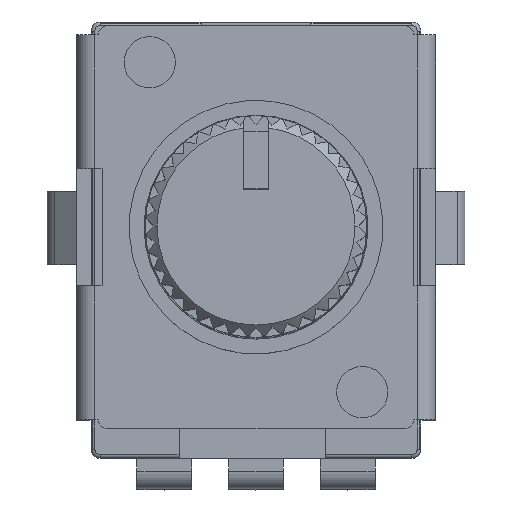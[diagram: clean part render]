
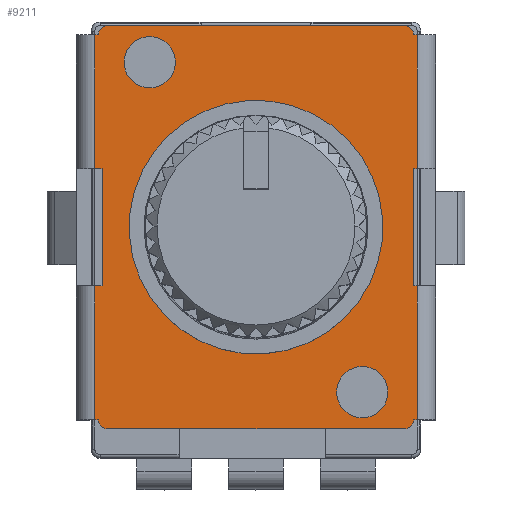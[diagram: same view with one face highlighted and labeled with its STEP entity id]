
A CAD part, top view. The second image highlights one B-rep face of the part: STEP entity #9211.
In plain terms, the highlighted planar face has unit normal (0, 0, 1).
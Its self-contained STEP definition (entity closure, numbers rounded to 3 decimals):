
#4810 = VERTEX_POINT('',#4811);
#4811 = CARTESIAN_POINT('',(4.227,-5.427,
    6.78));
#4819 = EDGE_CURVE('',#4810,#4820,#4822,.T.);
#4820 = VERTEX_POINT('',#4821);
#4821 = CARTESIAN_POINT('',(4.05,-5.5,6.78));
#4822 = CIRCLE('',#4823,0.25);
#4823 = AXIS2_PLACEMENT_3D('',#4824,#4825,#4826);
#4824 = CARTESIAN_POINT('',(4.05,-5.25,6.78));
#4825 = DIRECTION('',(0.,0.,-1.));
#4826 = DIRECTION('',(0.707,-0.707,0.
    ));
#4852 = VERTEX_POINT('',#4853);
#4853 = CARTESIAN_POINT('',(4.227,5.427,6.78
    ));
#4861 = EDGE_CURVE('',#4852,#4862,#4864,.T.);
#4862 = VERTEX_POINT('',#4863);
#4863 = CARTESIAN_POINT('',(4.3,5.25,6.78));
#4864 = CIRCLE('',#4865,0.25);
#4865 = AXIS2_PLACEMENT_3D('',#4866,#4867,#4868);
#4866 = CARTESIAN_POINT('',(4.05,5.25,6.78));
#4867 = DIRECTION('',(0.,0.,-1.));
#4868 = DIRECTION('',(0.707,0.707,0.)
  );
#4894 = VERTEX_POINT('',#4895);
#4895 = CARTESIAN_POINT('',(-4.227,5.427,
    6.78));
#4903 = EDGE_CURVE('',#4894,#4904,#4906,.T.);
#4904 = VERTEX_POINT('',#4905);
#4905 = CARTESIAN_POINT('',(-4.05,5.5,6.78));
#4906 = CIRCLE('',#4907,0.25);
#4907 = AXIS2_PLACEMENT_3D('',#4908,#4909,#4910);
#4908 = CARTESIAN_POINT('',(-4.05,5.25,6.78));
#4909 = DIRECTION('',(0.,0.,-1.));
#4910 = DIRECTION('',(-0.707,0.707,0.)
  );
#4936 = VERTEX_POINT('',#4937);
#4937 = CARTESIAN_POINT('',(-4.227,-5.427,
    6.78));
#4945 = EDGE_CURVE('',#4936,#4946,#4948,.T.);
#4946 = VERTEX_POINT('',#4947);
#4947 = CARTESIAN_POINT('',(-4.3,-5.25,6.78));
#4948 = CIRCLE('',#4949,0.25);
#4949 = AXIS2_PLACEMENT_3D('',#4950,#4951,#4952);
#4950 = CARTESIAN_POINT('',(-4.05,-5.25,6.78));
#4951 = DIRECTION('',(0.,0.,-1.));
#4952 = DIRECTION('',(-0.707,-0.707,0.
    ));
#7359 = VERTEX_POINT('',#7360);
#7360 = CARTESIAN_POINT('',(4.3,-1.6,6.78));
#7366 = EDGE_CURVE('',#7359,#7367,#7369,.T.);
#7367 = VERTEX_POINT('',#7368);
#7368 = CARTESIAN_POINT('',(4.4,-1.6,6.78));
#7369 = LINE('',#7370,#7371);
#7370 = CARTESIAN_POINT('',(4.3,-1.6,6.78));
#7371 = VECTOR('',#7372,1.);
#7372 = DIRECTION('',(1.,0.,0.));
#7427 = VERTEX_POINT('',#7428);
#7428 = CARTESIAN_POINT('',(4.4,1.6,6.78));
#7435 = EDGE_CURVE('',#7427,#7436,#7438,.T.);
#7436 = VERTEX_POINT('',#7437);
#7437 = CARTESIAN_POINT('',(4.3,1.6,6.78));
#7438 = LINE('',#7439,#7440);
#7439 = CARTESIAN_POINT('',(4.3,1.6,6.78));
#7440 = VECTOR('',#7441,1.);
#7441 = DIRECTION('',(-1.,0.,0.));
#7518 = VERTEX_POINT('',#7519);
#7519 = CARTESIAN_POINT('',(4.4,5.25,6.78));
#7526 = EDGE_CURVE('',#7518,#7427,#7527,.T.);
#7527 = LINE('',#7528,#7529);
#7528 = CARTESIAN_POINT('',(4.4,-2.75,6.78));
#7529 = VECTOR('',#7530,1.);
#7530 = DIRECTION('',(0.,-1.,0.));
#8117 = EDGE_CURVE('',#4862,#7518,#8118,.T.);
#8118 = LINE('',#8119,#8120);
#8119 = CARTESIAN_POINT('',(4.45,5.25,6.78));
#8120 = VECTOR('',#8121,1.);
#8121 = DIRECTION('',(1.,0.,0.));
#8136 = VERTEX_POINT('',#8137);
#8137 = CARTESIAN_POINT('',(4.4,-5.25,6.78));
#8144 = EDGE_CURVE('',#8145,#8136,#8147,.T.);
#8145 = VERTEX_POINT('',#8146);
#8146 = CARTESIAN_POINT('',(4.3,-5.25,6.78));
#8147 = LINE('',#8148,#8149);
#8148 = CARTESIAN_POINT('',(4.45,-5.25,6.78));
#8149 = VECTOR('',#8150,1.);
#8150 = DIRECTION('',(1.,0.,0.));
#8178 = EDGE_CURVE('',#7367,#8136,#8179,.T.);
#8179 = LINE('',#8180,#8181);
#8180 = CARTESIAN_POINT('',(4.4,-2.75,6.78));
#8181 = VECTOR('',#8182,1.);
#8182 = DIRECTION('',(0.,-1.,0.));
#8212 = VERTEX_POINT('',#8213);
#8213 = CARTESIAN_POINT('',(-4.4,-1.6,6.78));
#8220 = EDGE_CURVE('',#8221,#8212,#8223,.T.);
#8221 = VERTEX_POINT('',#8222);
#8222 = CARTESIAN_POINT('',(-4.2,-1.6,6.78));
#8223 = LINE('',#8224,#8225);
#8224 = CARTESIAN_POINT('',(-4.3,-1.6,6.78));
#8225 = VECTOR('',#8226,1.);
#8226 = DIRECTION('',(-1.,0.,0.));
#8285 = VERTEX_POINT('',#8286);
#8286 = CARTESIAN_POINT('',(-4.2,1.6,6.78));
#8292 = EDGE_CURVE('',#8293,#8285,#8295,.T.);
#8293 = VERTEX_POINT('',#8294);
#8294 = CARTESIAN_POINT('',(-4.4,1.6,6.78));
#8295 = LINE('',#8296,#8297);
#8296 = CARTESIAN_POINT('',(-4.3,1.6,6.78));
#8297 = VECTOR('',#8298,1.);
#8298 = DIRECTION('',(1.,0.,0.));
#8318 = EDGE_CURVE('',#8285,#8221,#8319,.T.);
#8319 = LINE('',#8320,#8321);
#8320 = CARTESIAN_POINT('',(-4.2,-1.9,6.78));
#8321 = VECTOR('',#8322,1.);
#8322 = DIRECTION('',(0.,-1.,0.));
#8366 = EDGE_CURVE('',#8367,#8293,#8369,.T.);
#8367 = VERTEX_POINT('',#8368);
#8368 = CARTESIAN_POINT('',(-4.4,5.25,6.78));
#8369 = LINE('',#8370,#8371);
#8370 = CARTESIAN_POINT('',(-4.4,-2.75,6.78));
#8371 = VECTOR('',#8372,1.);
#8372 = DIRECTION('',(0.,-1.,0.));
#8401 = VERTEX_POINT('',#8402);
#8402 = CARTESIAN_POINT('',(-4.05,-5.5,6.78));
#8408 = EDGE_CURVE('',#8401,#4936,#8409,.T.);
#8409 = CIRCLE('',#8410,0.25);
#8410 = AXIS2_PLACEMENT_3D('',#8411,#8412,#8413);
#8411 = CARTESIAN_POINT('',(-4.05,-5.25,6.78));
#8412 = DIRECTION('',(0.,0.,-1.));
#8413 = DIRECTION('',(-0.707,-0.707,0.
    ));
#8431 = EDGE_CURVE('',#8401,#4820,#8432,.T.);
#8432 = LINE('',#8433,#8434);
#8433 = CARTESIAN_POINT('',(0.,-5.5,6.78));
#8434 = VECTOR('',#8435,1.);
#8435 = DIRECTION('',(1.,0.,0.));
#8456 = VERTEX_POINT('',#8457);
#8457 = CARTESIAN_POINT('',(-4.3,5.25,6.78));
#8463 = EDGE_CURVE('',#8456,#4894,#8464,.T.);
#8464 = CIRCLE('',#8465,0.25);
#8465 = AXIS2_PLACEMENT_3D('',#8466,#8467,#8468);
#8466 = CARTESIAN_POINT('',(-4.05,5.25,6.78));
#8467 = DIRECTION('',(0.,0.,-1.));
#8468 = DIRECTION('',(-0.707,0.707,0.)
  );
#8479 = EDGE_CURVE('',#8480,#4904,#8482,.T.);
#8480 = VERTEX_POINT('',#8481);
#8481 = CARTESIAN_POINT('',(4.05,5.5,6.78));
#8482 = LINE('',#8483,#8484);
#8483 = CARTESIAN_POINT('',(0.,5.5,6.78));
#8484 = VECTOR('',#8485,1.);
#8485 = DIRECTION('',(-1.,0.,0.));
#8518 = EDGE_CURVE('',#8480,#4852,#8519,.T.);
#8519 = CIRCLE('',#8520,0.25);
#8520 = AXIS2_PLACEMENT_3D('',#8521,#8522,#8523);
#8521 = CARTESIAN_POINT('',(4.05,5.25,6.78));
#8522 = DIRECTION('',(0.,0.,-1.));
#8523 = DIRECTION('',(0.707,0.707,0.)
  );
#8541 = EDGE_CURVE('',#7359,#7436,#8542,.T.);
#8542 = LINE('',#8543,#8544);
#8543 = CARTESIAN_POINT('',(4.3,0.,6.78));
#8544 = VECTOR('',#8545,1.);
#8545 = DIRECTION('',(0.,1.,0.));
#8564 = EDGE_CURVE('',#8145,#4810,#8565,.T.);
#8565 = CIRCLE('',#8566,0.25);
#8566 = AXIS2_PLACEMENT_3D('',#8567,#8568,#8569);
#8567 = CARTESIAN_POINT('',(4.05,-5.25,6.78));
#8568 = DIRECTION('',(0.,0.,-1.));
#8569 = DIRECTION('',(0.707,-0.707,0.
    ));
#9151 = EDGE_CURVE('',#8456,#8367,#9152,.T.);
#9152 = LINE('',#9153,#9154);
#9153 = CARTESIAN_POINT('',(-4.45,5.25,6.78));
#9154 = VECTOR('',#9155,1.);
#9155 = DIRECTION('',(-1.,0.,0.));
#9192 = EDGE_CURVE('',#4946,#9193,#9195,.T.);
#9193 = VERTEX_POINT('',#9194);
#9194 = CARTESIAN_POINT('',(-4.4,-5.25,6.78));
#9195 = LINE('',#9196,#9197);
#9196 = CARTESIAN_POINT('',(-4.45,-5.25,6.78));
#9197 = VECTOR('',#9198,1.);
#9198 = DIRECTION('',(-1.,0.,0.));
#9211 = ADVANCED_FACE('',(#9212),#9243,.T.);
#9212 = FACE_BOUND('',#9213,.T.);
#9213 = EDGE_LOOP('',(#9214,#9215,#9221,#9222,#9223,#9224,#9225,#9226,
    #9227,#9228,#9229,#9230,#9231,#9232,#9233,#9234,#9235,#9236,#9237,
    #9238,#9239,#9240,#9241,#9242));
#9214 = ORIENTED_EDGE('',*,*,#8220,.T.);
#9215 = ORIENTED_EDGE('',*,*,#9216,.T.);
#9216 = EDGE_CURVE('',#8212,#9193,#9217,.T.);
#9217 = LINE('',#9218,#9219);
#9218 = CARTESIAN_POINT('',(-4.4,-2.75,6.78));
#9219 = VECTOR('',#9220,1.);
#9220 = DIRECTION('',(0.,-1.,0.));
#9221 = ORIENTED_EDGE('',*,*,#9192,.F.);
#9222 = ORIENTED_EDGE('',*,*,#4945,.F.);
#9223 = ORIENTED_EDGE('',*,*,#8408,.F.);
#9224 = ORIENTED_EDGE('',*,*,#8431,.T.);
#9225 = ORIENTED_EDGE('',*,*,#4819,.F.);
#9226 = ORIENTED_EDGE('',*,*,#8564,.F.);
#9227 = ORIENTED_EDGE('',*,*,#8144,.T.);
#9228 = ORIENTED_EDGE('',*,*,#8178,.F.);
#9229 = ORIENTED_EDGE('',*,*,#7366,.F.);
#9230 = ORIENTED_EDGE('',*,*,#8541,.T.);
#9231 = ORIENTED_EDGE('',*,*,#7435,.F.);
#9232 = ORIENTED_EDGE('',*,*,#7526,.F.);
#9233 = ORIENTED_EDGE('',*,*,#8117,.F.);
#9234 = ORIENTED_EDGE('',*,*,#4861,.F.);
#9235 = ORIENTED_EDGE('',*,*,#8518,.F.);
#9236 = ORIENTED_EDGE('',*,*,#8479,.T.);
#9237 = ORIENTED_EDGE('',*,*,#4903,.F.);
#9238 = ORIENTED_EDGE('',*,*,#8463,.F.);
#9239 = ORIENTED_EDGE('',*,*,#9151,.T.);
#9240 = ORIENTED_EDGE('',*,*,#8366,.T.);
#9241 = ORIENTED_EDGE('',*,*,#8292,.T.);
#9242 = ORIENTED_EDGE('',*,*,#8318,.T.);
#9243 = PLANE('',#9244);
#9244 = AXIS2_PLACEMENT_3D('',#9245,#9246,#9247);
#9245 = CARTESIAN_POINT('',(-4.3,-3.8,6.78));
#9246 = DIRECTION('',(0.,0.,1.));
#9247 = DIRECTION('',(0.,1.,0.));
